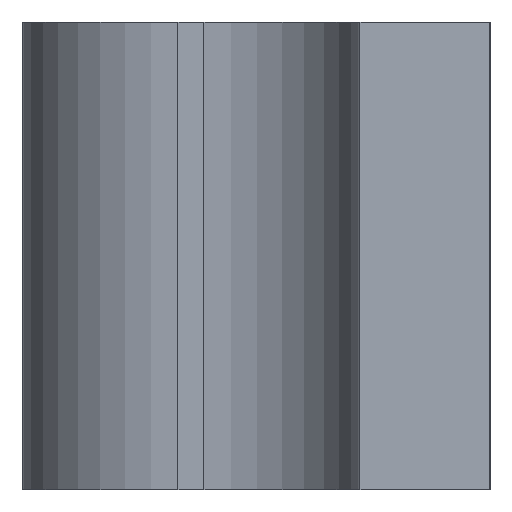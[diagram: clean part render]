
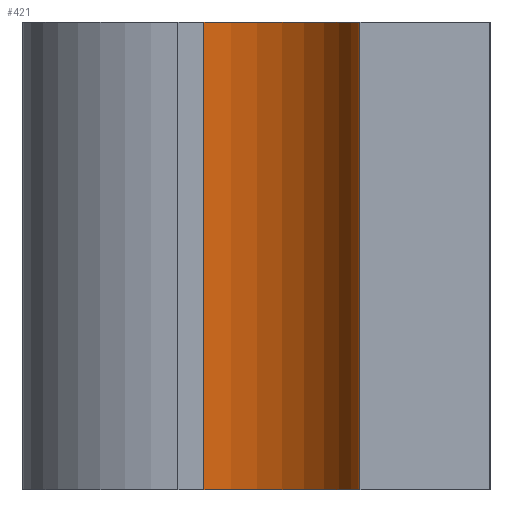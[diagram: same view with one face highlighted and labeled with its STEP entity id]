
A CAD part, left-side view. The second image highlights one B-rep face of the part: STEP entity #421.
In plain terms, the highlighted cylindrical face has radius 0.6 mm (diameter 1.2 mm), a partial arc.
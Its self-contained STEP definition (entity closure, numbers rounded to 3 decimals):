
#20=CYLINDRICAL_SURFACE('',#470,0.6);
#39=FACE_OUTER_BOUND('',#61,.T.);
#61=EDGE_LOOP('',(#351,#352,#353,#354));
#104=LINE('',#704,#148);
#105=LINE('',#708,#149);
#148=VECTOR('',#576,10.);
#149=VECTOR('',#581,10.);
#161=CIRCLE('',#448,0.6);
#168=CIRCLE('',#471,0.6);
#187=VERTEX_POINT('',#634);
#188=VERTEX_POINT('',#636);
#206=VERTEX_POINT('',#702);
#207=VERTEX_POINT('',#706);
#227=EDGE_CURVE('',#187,#188,#161,.T.);
#261=EDGE_CURVE('',#187,#206,#104,.T.);
#262=EDGE_CURVE('',#207,#206,#168,.T.);
#263=EDGE_CURVE('',#188,#207,#105,.T.);
#351=ORIENTED_EDGE('',*,*,#261,.T.);
#352=ORIENTED_EDGE('',*,*,#262,.F.);
#353=ORIENTED_EDGE('',*,*,#263,.F.);
#354=ORIENTED_EDGE('',*,*,#227,.F.);
#421=ADVANCED_FACE('',(#39),#20,.F.);
#448=AXIS2_PLACEMENT_3D('',#637,#505,#506);
#470=AXIS2_PLACEMENT_3D('',#705,#577,#578);
#471=AXIS2_PLACEMENT_3D('',#707,#579,#580);
#505=DIRECTION('center_axis',(0.,0.,1.));
#506=DIRECTION('ref_axis',(0.,-1.,0.));
#576=DIRECTION('',(0.,0.,1.));
#577=DIRECTION('center_axis',(0.,0.,1.));
#578=DIRECTION('ref_axis',(0.,-1.,0.));
#579=DIRECTION('center_axis',(0.,0.,-1.));
#580=DIRECTION('ref_axis',(0.,-1.,0.));
#581=DIRECTION('',(0.,0.,1.));
#634=CARTESIAN_POINT('',(-4.2,0.5,-0.9));
#636=CARTESIAN_POINT('',(-3.6,1.1,-0.9));
#637=CARTESIAN_POINT('Origin',(-4.2,1.1,-0.9));
#702=CARTESIAN_POINT('',(-4.2,0.5,0.9));
#704=CARTESIAN_POINT('',(-4.2,0.5,0.));
#705=CARTESIAN_POINT('Origin',(-4.2,1.1,0.));
#706=CARTESIAN_POINT('',(-3.6,1.1,0.9));
#707=CARTESIAN_POINT('Origin',(-4.2,1.1,0.9));
#708=CARTESIAN_POINT('',(-3.6,1.1,0.));
